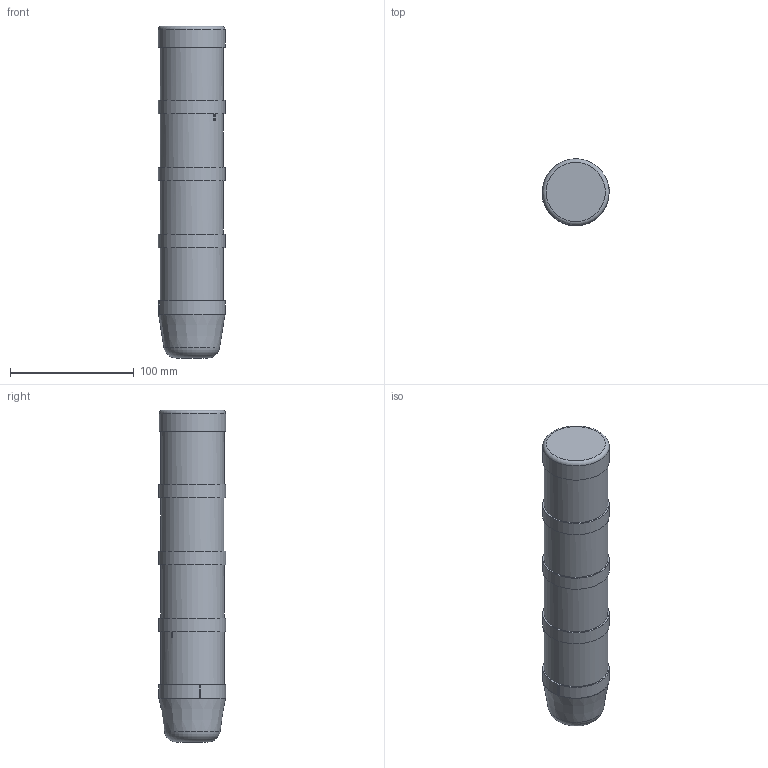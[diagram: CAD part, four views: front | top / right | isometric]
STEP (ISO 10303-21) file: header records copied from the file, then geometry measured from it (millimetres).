
FILE_DESCRIPTION((''),'2;1');
FILE_NAME('127301.stp','2019-09-27T10:10:43',('e.eickhoff'),(''),'Autodesk Inventor 2012','Autodesk Inventor 2012','');
FILE_SCHEMA(('AUTOMOTIVE_DESIGN { 1 0 10303 214 1 1 1 1 }'));
Length unit declared in the file: millimetre
Products named in the file (7): 127301; Deckel; Blau; Grundmodule; Grün; Gelb; Rot
Assembly tree (6 placements, depth 2):
  127301
    Deckel
    Blau
    Grundmodule
    Grün
    Gelb
    Rot
Bounding box: 54.18 x 54.29 x 267.8 mm (x, y, z)
Volume: 194157.7 mm3; surface area: 126960.6 mm2
Topology: 6 solids, 6 shells, 132 faces, 234 edges, 155 vertices
Faces by surface type: plane 81, cylinder 47, torus 3, cone 1
Full cylindrical faces by diameter (mm): 12 x1, 14 x1, 15.2 x4, 16.5 x1, 19.2 x4, 42.6 x4, 44.6 x4, 45.5 x1, 46.4 x4, 47.9 x4, 48.5 x1, 48.9 x4, 49 x4, 50.7 x1, 51.2 x4, 53.7 x1
Entity records: 3352 total; most frequent: DIRECTION 576, CARTESIAN_POINT 479, ORIENTED_EDGE 366, AXIS2_PLACEMENT_3D 248, EDGE_LOOP 222, EDGE_CURVE 183, VERTEX_POINT 151, STYLED_ITEM 138
